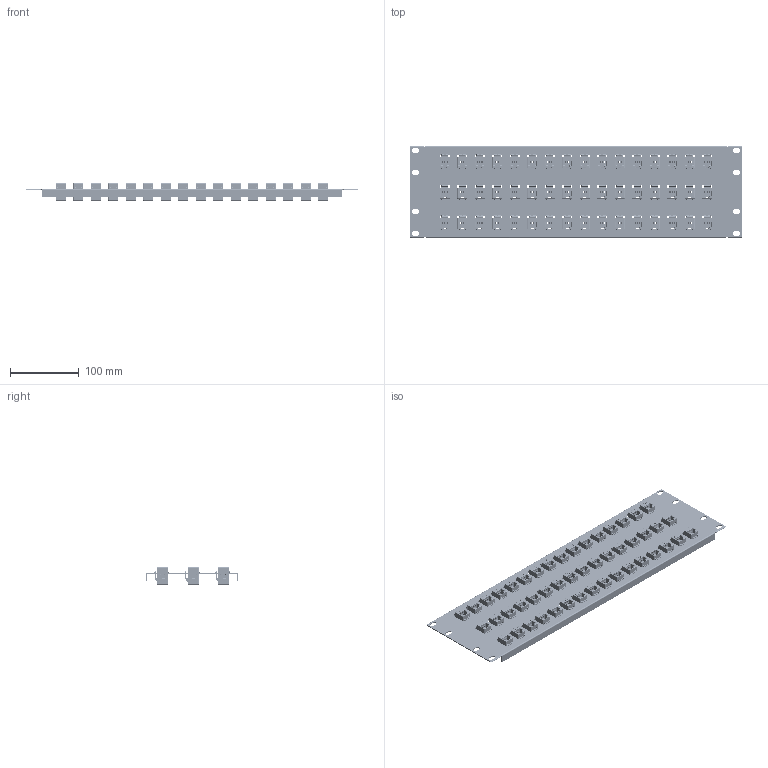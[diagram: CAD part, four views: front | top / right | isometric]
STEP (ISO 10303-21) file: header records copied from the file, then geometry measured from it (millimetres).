
FILE_DESCRIPTION (( 'STEP AP214' ), '1' );
FILE_NAME ('PR525B-C6-48M_3D.step', '2025-02-28T17:02:38', ( '' ), ( '' ), 'SwSTEP 2.0', 'SolidWorks 2022', '' );
FILE_SCHEMA (( 'AUTOMOTIVE_DESIGN' ));
Length unit declared in the file: inch
Products named in the file (3): PR525B-48KS; TDG1026KCx-MINI_Cat 6; PR525B-C6-48M_3D
Assembly tree (49 placements, depth 2):
  PR525B-C6-48M_3D
    PR525B-48KS
    TDG1026KCx-MINI_Cat 6  x48
Bounding box: 482.6 x 133.35 x 25 mm (x, y, z)
Volume: 270567 mm3; surface area: 317921.1 mm2
Topology: 49 solids, 49 shells, 20132 faces, 56834 edges, 36128 vertices
Faces by surface type: plane 13614, bspline 4416, cylinder 1718, sphere 384
Entity records: 27780 total; most frequent: CARTESIAN_POINT 9198, ORIENTED_EDGE 3860, DIRECTION 3116, EDGE_CURVE 1930, LINE 1596, VECTOR 1596, VERTEX_POINT 1254, EDGE_LOOP 830
